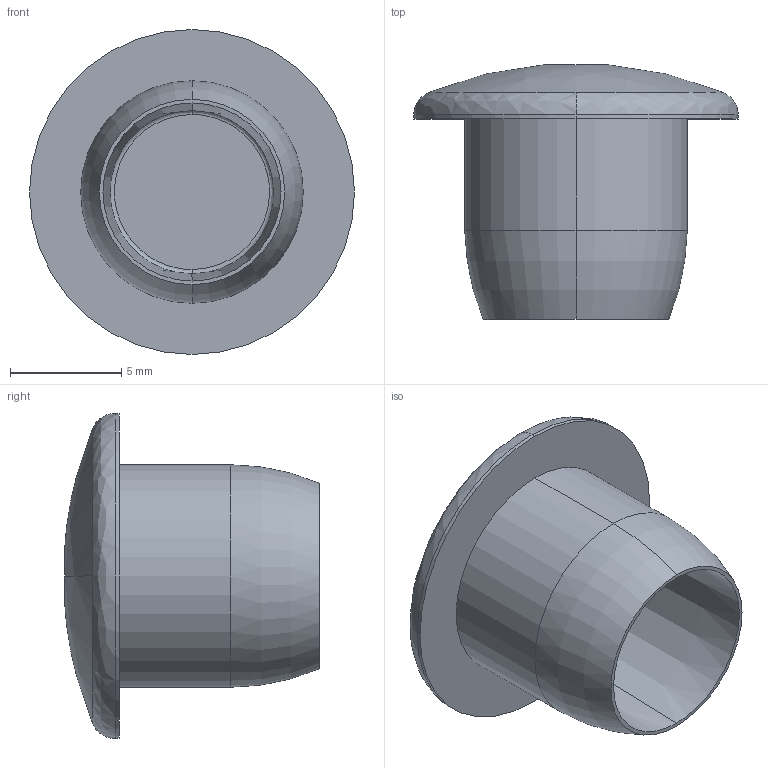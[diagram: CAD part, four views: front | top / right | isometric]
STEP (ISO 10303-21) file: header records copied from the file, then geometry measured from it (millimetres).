
FILE_DESCRIPTION (( 'STEP AP214' ), '1' );
FILE_NAME ('BASE00H1084-Bouchon D10x15x9, noir.step', '2023-03-24T09:33:17', ( 'Altae' ), ( '' ), 'SwSTEP 2.0', 'SolidWorks 2021', '' );
FILE_SCHEMA (( 'AUTOMOTIVE_DESIGN' ));
Length unit declared in the file: millimetre
Products named in the file (1): BASE00H1084-Bouchon D10x15x9, noir
Bounding box: 14.6 x 11.45 x 14.6 mm (x, y, z)
Volume: 526.4 mm3; surface area: 846 mm2
Topology: 1 solids, 1 shells, 17 faces, 33 edges, 20 vertices
Faces by surface type: bspline 6, cylinder 4, plane 3, cone 2, torus 2
Entity records: 623 total; most frequent: CARTESIAN_POINT 244, DIRECTION 80, ORIENTED_EDGE 66, AXIS2_PLACEMENT_3D 37, EDGE_CURVE 33, CIRCLE 25, VERTEX_POINT 20, EDGE_LOOP 19
